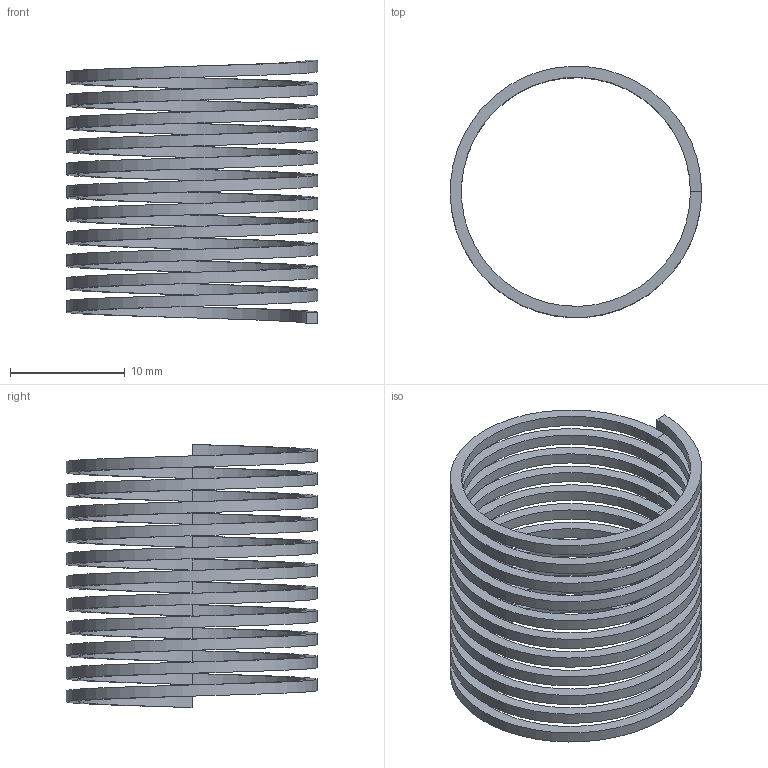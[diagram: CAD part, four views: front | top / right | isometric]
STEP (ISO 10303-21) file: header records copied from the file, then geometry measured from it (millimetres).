
FILE_DESCRIPTION(('FreeCAD Model'),'2;1');
FILE_NAME('Open CASCADE Shape Model','2024-02-02T13:47:27',(''),(''), 'Open CASCADE STEP processor 7.6','FreeCAD','Unknown');
FILE_SCHEMA(('AUTOMOTIVE_DESIGN { 1 0 10303 214 1 1 1 1 }'));
Length unit declared in the file: millimetre
Products named in the file (1): Body013
Bounding box: 21.93 x 21.93 x 22.98 mm (x, y, z)
Volume: 689.1 mm3; surface area: 2829.4 mm2
Topology: 1 solids, 1 shells, 46 faces, 92 edges, 48 vertices
Faces by surface type: bspline 44, plane 2
Entity records: 3554 total; most frequent: CARTESIAN_POINT 1923, ORIENTED_EDGE 184, PCURVE 184, DEFINITIONAL_REPRESENTATION 184, DIRECTION 182, LINE 176, VECTOR 176, B_SPLINE_CURVE_WITH_KNOTS 100
